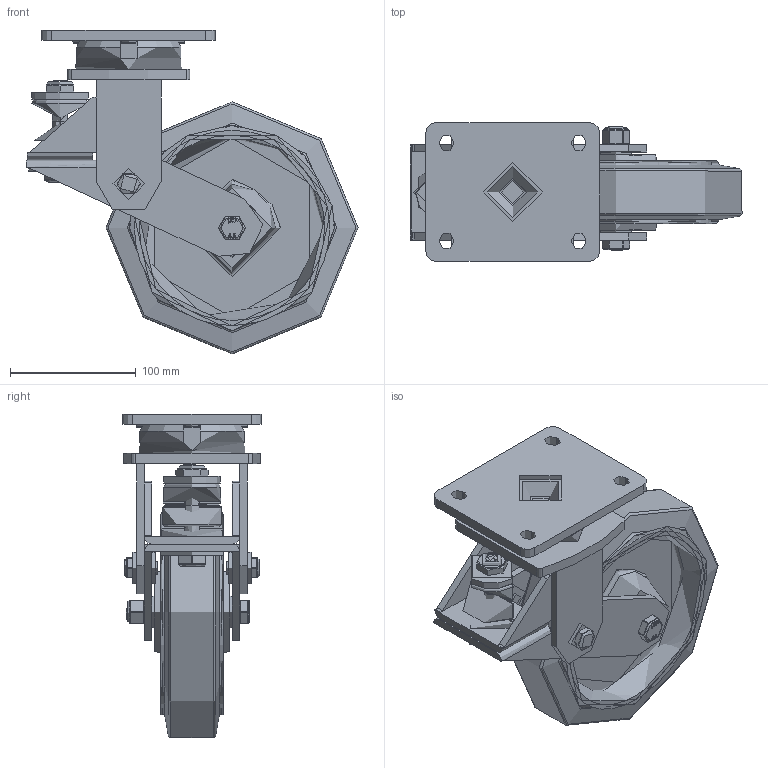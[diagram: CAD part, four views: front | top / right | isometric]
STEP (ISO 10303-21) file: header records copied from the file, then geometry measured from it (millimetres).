
FILE_DESCRIPTION(/* description */ (''),/* implementation_level */ '2;1');
FILE_NAME(/* name */ 'BZKL200CUBJSPR.step',/* time_stamp */ '2025-05-29T12:10:12+01:00',/* author */ (''),/* organization */ (''),/* preprocessor_version */ 'ST-DEVELOPER v20.1',/* originating_system */ 'Autodesk Translation Framework v14.10.0.0',/* authorisation */ '');
FILE_SCHEMA (('AUTOMOTIVE_DESIGN { 1 0 10303 214 3 1 1 }'));
Products named in the file (41): BZKL200CUBJSPR; BZKL200ASSPR200 v1; FABRICATED STEEL TOP PLATE; FABRICATED STEEL FORKS; FORKS; BOLT; WASHER; Component2; Component1; WASHERS; GREASE NIPPLE; BOLT2; RUBBER SPRING; SPRING; SPRING TOP; NUT; BZHL200WCUBJM20 v1; ELASTIC SPEED RUBBER TYRE; CAST IRON RIM; BEARING6204; BEARING62042; BALL BEARINGS; BEARING6204 (1); BEARING62042 (1); BALL BEARINGS (1); Component3; INNER; OUTER; MIDDLE; RUBBER; BEARING SPACER; TH20X2X12 v1; ZINC PLATED HEADED SPACER; TH20X2X12 v1 (1); ZINC PLATED HEADED SPACER (1); HEXBOLTM12X90Z8.8 v2; GRADE 8.8 ZINC PLATED BOLT; NYLOCM12Z14MM v1; NYLOC NUT; NUT (1) ...
Assembly tree (60 placements, depth 6):
  BZKL200CUBJSPR
    BZKL200ASSPR200 v1
      FABRICATED STEEL TOP PLATE
      FABRICATED STEEL FORKS
        FORKS
        BOLT
        WASHER
        Component2
        Component1
        BOLT2  x2
        WASHERS
        GREASE NIPPLE
      RUBBER SPRING
        SPRING
        SPRING TOP
        NUT
    BZHL200WCUBJM20 v1
      ELASTIC SPEED RUBBER TYRE
      CAST IRON RIM
      BEARING6204
        BEARING62042
          INNER
          OUTER
          BALL BEARINGS
            Component3  x8
          MIDDLE
          RUBBER
      BEARING6204 (1)
        BEARING62042 (1)
          BALL BEARINGS (1)
            Component3  x8
          INNER
          OUTER
          MIDDLE
          RUBBER
      BEARING SPACER
    TH20X2X12 v1
      ZINC PLATED HEADED SPACER
    TH20X2X12 v1 (1)
      ZINC PLATED HEADED SPACER (1)
    HEXBOLTM12X90Z8.8 v2
      GRADE 8.8 ZINC PLATED BOLT
    NYLOCM12Z14MM v1
      NYLOC NUT
        NUT (1)
        RUBBER (1)
Bounding box: 263.51 x 110 x 257 mm (x, y, z)
Volume: 1544457.4 mm3; surface area: 406289.2 mm2
Topology: 50 solids, 50 shells, 1316 faces, 3278 edges, 2149 vertices
Faces by surface type: plane 518, bspline 352, cylinder 303, sphere 85, torus 38, cone 20
Full cylindrical faces by diameter (mm): 8 x1, 9.836 x16, 10 x36, 11.834 x16, 12 x10, 12.1 x2, 12.2 x2, 14 x2, 15 x2, 17.75 x1, 18.5 x1, 19.8 x2, 20 x4, 21 x1, 25 x6, 27 x2, 28 x1, 28.5 x8, 30.8 x4, 31.3 x4, 37 x1, 40.3 x4, 40.5 x4, 40.8 x4, 42 x10, 45 x1, 47 x5, 50 x1, 52 x2, 83.5 x1
Entity records: 58073 total; most frequent: CARTESIAN_POINT 36112, ORIENTED_EDGE 4492, DIRECTION 3937, EDGE_CURVE 2246, AXIS2_PLACEMENT_3D 1479, VERTEX_POINT 1476, EDGE_LOOP 1102, LINE 979
